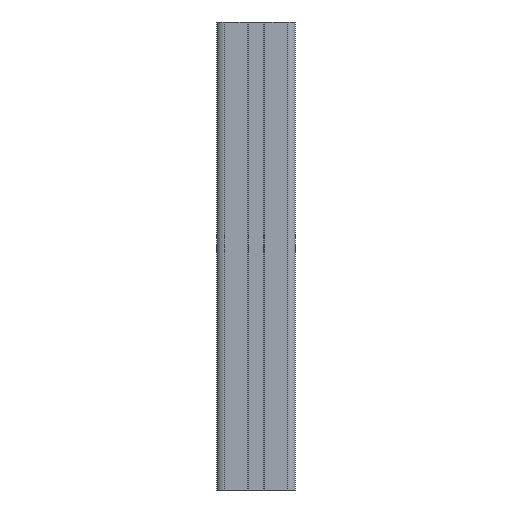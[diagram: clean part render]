
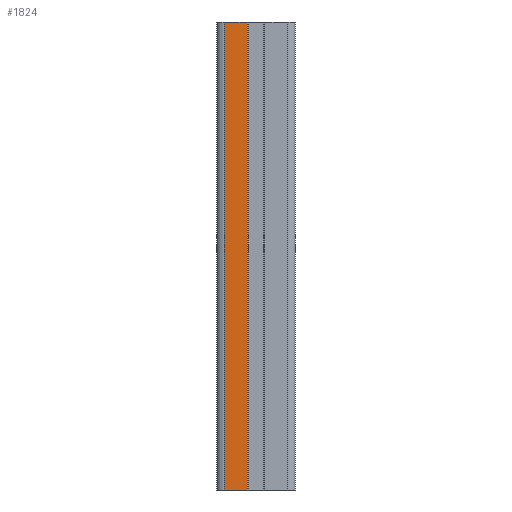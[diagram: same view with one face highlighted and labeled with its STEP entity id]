
A CAD part, front view. The second image highlights one B-rep face of the part: STEP entity #1824.
In plain terms, the highlighted planar face has unit normal (0, -1, 0).
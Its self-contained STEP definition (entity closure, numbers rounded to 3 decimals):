
#39 = CARTESIAN_POINT ( 'NONE',  ( 4., -40., 237. ) ) ;
#197 = EDGE_CURVE ( 'NONE', #3181, #890, #1554, .T. ) ;
#230 = CARTESIAN_POINT ( 'NONE',  ( 4., -40., 0. ) ) ;
#266 = LINE ( 'NONE', #230, #3329 ) ;
#278 = DIRECTION ( 'NONE',  ( 0., 0., -1. ) ) ;
#332 = DIRECTION ( 'NONE',  ( 0., 0., -1. ) ) ;
#557 = ORIENTED_EDGE ( 'NONE', *, *, #2281, .F. ) ;
#890 = VERTEX_POINT ( 'NONE', #3041 ) ;
#1014 = PLANE ( 'NONE',  #1575 ) ;
#1241 = VERTEX_POINT ( 'NONE', #1914 ) ;
#1554 = LINE ( 'NONE', #2210, #2736 ) ;
#1575 = AXIS2_PLACEMENT_3D ( 'NONE', #2591, #2261, #1602 ) ;
#1602 = DIRECTION ( 'NONE',  ( 0., 0., 1. ) ) ;
#1627 = VECTOR ( 'NONE', #278, 1000. ) ;
#1743 = ORIENTED_EDGE ( 'NONE', *, *, #197, .T. ) ;
#1824 = ADVANCED_FACE ( 'NONE', ( #3657 ), #1014, .F. ) ;
#1914 = CARTESIAN_POINT ( 'NONE',  ( 15.6, -40., 237. ) ) ;
#1942 = LINE ( 'NONE', #39, #3077 ) ;
#2145 = ORIENTED_EDGE ( 'NONE', *, *, #2755, .T. ) ;
#2210 = CARTESIAN_POINT ( 'NONE',  ( 4., -40., 237. ) ) ;
#2225 = DIRECTION ( 'NONE',  ( 1., 0., 0. ) ) ;
#2261 = DIRECTION ( 'NONE',  ( 0., 1., 0. ) ) ;
#2281 = EDGE_CURVE ( 'NONE', #1241, #2919, #3317, .T. ) ;
#2503 = CARTESIAN_POINT ( 'NONE',  ( 15.6, -40., 0. ) ) ;
#2591 = CARTESIAN_POINT ( 'NONE',  ( 4., -40., 237. ) ) ;
#2604 = EDGE_LOOP ( 'NONE', ( #2145, #557, #2778, #1743 ) ) ;
#2736 = VECTOR ( 'NONE', #332, 1000. ) ;
#2755 = EDGE_CURVE ( 'NONE', #890, #2919, #266, .T. ) ;
#2778 = ORIENTED_EDGE ( 'NONE', *, *, #2903, .F. ) ;
#2903 = EDGE_CURVE ( 'NONE', #3181, #1241, #1942, .T. ) ;
#2919 = VERTEX_POINT ( 'NONE', #2503 ) ;
#2999 = CARTESIAN_POINT ( 'NONE',  ( 4., -40., 237. ) ) ;
#3041 = CARTESIAN_POINT ( 'NONE',  ( 4., -40., 0. ) ) ;
#3064 = CARTESIAN_POINT ( 'NONE',  ( 15.6, -40., 237. ) ) ;
#3077 = VECTOR ( 'NONE', #2225, 1000. ) ;
#3181 = VERTEX_POINT ( 'NONE', #2999 ) ;
#3317 = LINE ( 'NONE', #3064, #1627 ) ;
#3329 = VECTOR ( 'NONE', #3686, 1000. ) ;
#3657 = FACE_OUTER_BOUND ( 'NONE', #2604, .T. ) ;
#3686 = DIRECTION ( 'NONE',  ( 1., 0., 0. ) ) ;
